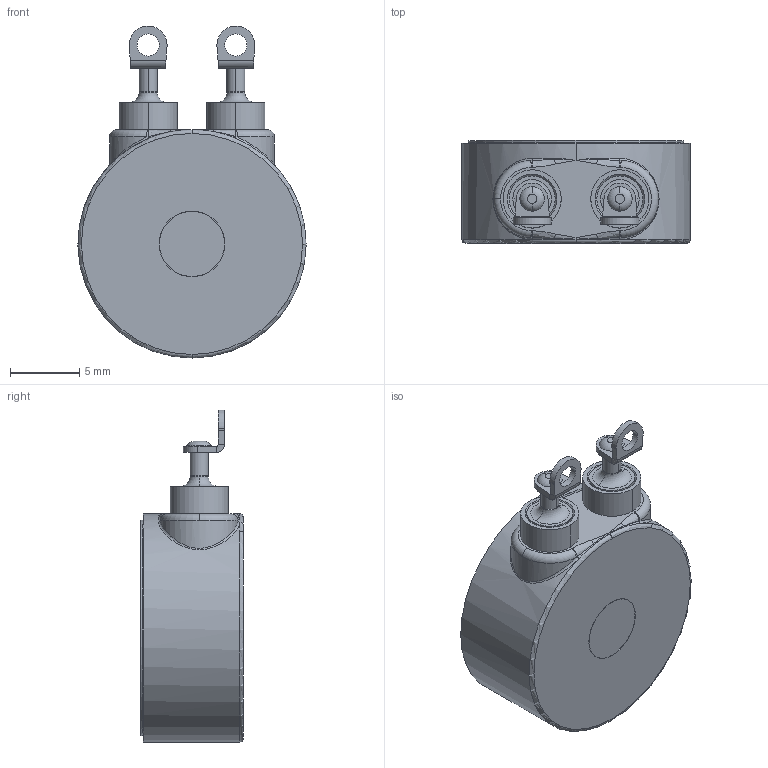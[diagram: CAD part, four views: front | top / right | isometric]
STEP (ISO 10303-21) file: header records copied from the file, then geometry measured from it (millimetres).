
FILE_DESCRIPTION (( 'STEP AP214' ), '1' );
FILE_NAME ('M211.STEP', '2021-07-21T03:34:12', ( '' ), ( '' ), 'SwSTEP 2.0', 'SolidWorks 2020', '' );
FILE_SCHEMA (( 'AUTOMOTIVE_DESIGN' ));
Length unit declared in the file: inch
Products named in the file (1): M211
Bounding box: 16.51 x 7.44 x 24.03 mm (x, y, z)
Volume: 1692.4 mm3; surface area: 1051 mm2
Topology: 3 solids, 7 shells, 253 faces, 614 edges, 388 vertices
Faces by surface type: plane 115, cylinder 63, bspline 52, torus 19, cone 4
Entity records: 12791 total; most frequent: CARTESIAN_POINT 3875, ORIENTED_EDGE 1212, DIRECTION 1071, EDGE_CURVE 606, VERTEX_POINT 388, AXIS2_PLACEMENT_3D 378, VECTOR 315, LINE 315
